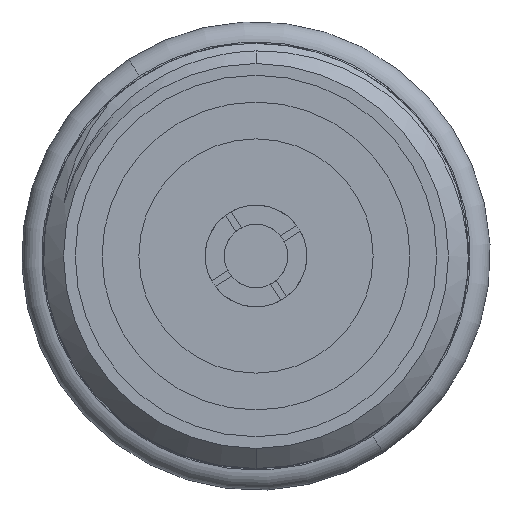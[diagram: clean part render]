
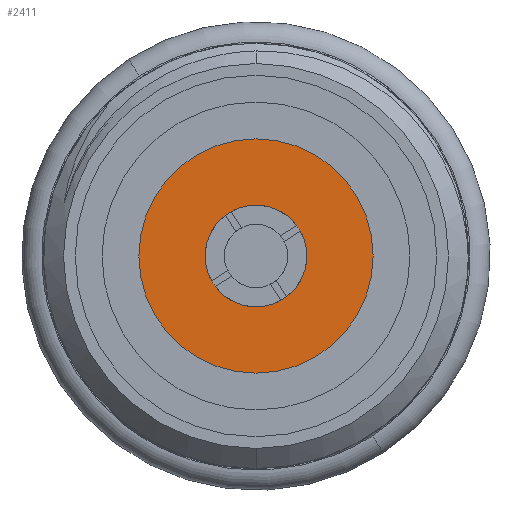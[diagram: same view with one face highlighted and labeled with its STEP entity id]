
A CAD part, front view. The second image highlights one B-rep face of the part: STEP entity #2411.
In plain terms, the highlighted planar face has unit normal (0, -1, 0).
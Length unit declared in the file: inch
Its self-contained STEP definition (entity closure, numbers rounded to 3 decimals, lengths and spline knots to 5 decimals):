
#132 = EDGE_LOOP ( 'NONE', ( #250, #759 ) ) ;
#250 = ORIENTED_EDGE ( 'NONE', *, *, #3516, .T. ) ;
#619 = CIRCLE ( 'NONE', #5761, 0.0748 ) ;
#759 = ORIENTED_EDGE ( 'NONE', *, *, #1166, .F. ) ;
#969 = DIRECTION ( 'NONE',  ( 0., 0., -1. ) ) ;
#1037 = VERTEX_POINT ( 'NONE', #2299 ) ;
#1061 = DIRECTION ( 'NONE',  ( 0., 1., 0. ) ) ;
#1166 = EDGE_CURVE ( 'NONE', #1037, #4232, #619, .T. ) ;
#1455 = PLANE ( 'NONE',  #4384 ) ;
#1519 = DIRECTION ( 'NONE',  ( 0., 0., -1. ) ) ;
#1937 = CARTESIAN_POINT ( 'NONE',  ( 0., 0.1785, 0.0748 ) ) ;
#2299 = CARTESIAN_POINT ( 'NONE',  ( 0., 0.1785, -0.0748 ) ) ;
#2357 = CIRCLE ( 'NONE', #4796, 0.0748 ) ;
#2411 = ADVANCED_FACE ( 'NONE', ( #4301 ), #1455, .T. ) ;
#3280 = CARTESIAN_POINT ( 'NONE',  ( 0., 0.1785, 0. ) ) ;
#3516 = EDGE_CURVE ( 'NONE', #1037, #4232, #2357, .T. ) ;
#4232 = VERTEX_POINT ( 'NONE', #1937 ) ;
#4301 = FACE_OUTER_BOUND ( 'NONE', #132, .T. ) ;
#4384 = AXIS2_PLACEMENT_3D ( 'NONE', #3280, #5700, #969 ) ;
#4710 = CARTESIAN_POINT ( 'NONE',  ( 0., 0.1785, 0. ) ) ;
#4773 = CARTESIAN_POINT ( 'NONE',  ( 0., 0.1785, 0. ) ) ;
#4796 = AXIS2_PLACEMENT_3D ( 'NONE', #4710, #5232, #1519 ) ;
#5204 = DIRECTION ( 'NONE',  ( 0., 0., -1. ) ) ;
#5232 = DIRECTION ( 'NONE',  ( 0., -1., 0. ) ) ;
#5700 = DIRECTION ( 'NONE',  ( 0., -1., 0. ) ) ;
#5761 = AXIS2_PLACEMENT_3D ( 'NONE', #4773, #1061, #5204 ) ;
